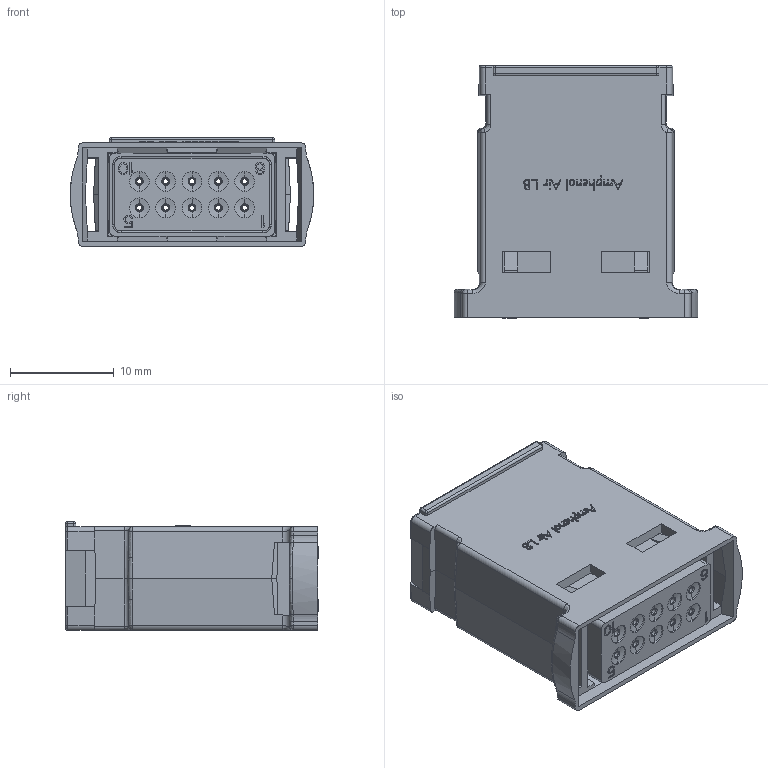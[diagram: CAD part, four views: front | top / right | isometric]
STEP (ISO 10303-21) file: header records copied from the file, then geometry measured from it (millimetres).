
FILE_DESCRIPTION((''),'2;1');
FILE_NAME('ASRN1A12P','2019-11-04T',('presta_be4'),(''),'CREO PARAMETRIC BY PTC INC, 2018360','CREO PARAMETRIC BY PTC INC, 2018360','');
FILE_SCHEMA(('CONFIG_CONTROL_DESIGN'));
Length unit declared in the file: millimetre
Products named in the file (1): ASRN1A12P
Bounding box: 23.5 x 24.39 x 10.5 mm (x, y, z)
Volume: 2921.5 mm3; surface area: 4721.1 mm2
Topology: 1 solids, 1 shells, 1530 faces, 3685 edges, 2234 vertices
Faces by surface type: plane 534, cylinder 353, cone 186, torus 176, extrusion 161, bspline 116, sphere 4
Entity records: 47884 total; most frequent: CARTESIAN_POINT 12824, ORIENTED_EDGE 7370, DIRECTION 7031, EDGE_CURVE 3685, AXIS2_PLACEMENT_3D 2457, VERTEX_POINT 2234, VECTOR 2117, LINE 1956
